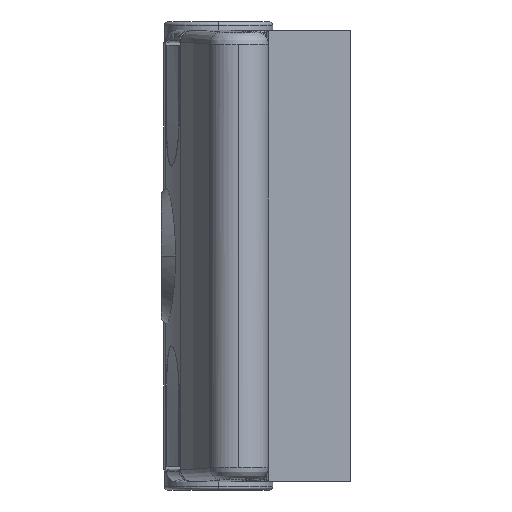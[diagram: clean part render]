
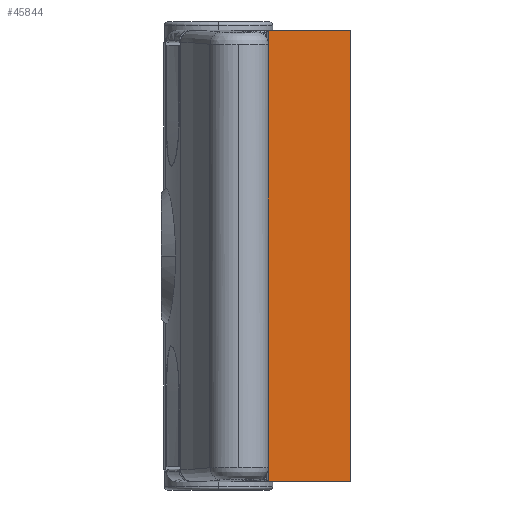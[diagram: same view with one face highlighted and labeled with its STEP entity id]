
A CAD part, left-side view. The second image highlights one B-rep face of the part: STEP entity #45844.
In plain terms, the highlighted planar face has unit normal (-1, 0, 0).
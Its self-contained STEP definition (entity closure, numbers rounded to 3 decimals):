
#76 = VERTEX_POINT ( 'NONE', #49491 ) ;
#620 = CARTESIAN_POINT ( 'NONE',  ( -27.5, -0.6, -31.2 ) ) ;
#1056 = LINE ( 'NONE', #83204, #16805 ) ;
#3684 = VERTEX_POINT ( 'NONE', #44386 ) ;
#4136 = PLANE ( 'NONE',  #18333 ) ;
#4629 = ORIENTED_EDGE ( 'NONE', *, *, #37320, .T. ) ;
#5294 = EDGE_CURVE ( 'NONE', #34774, #51237, #60573, .T. ) ;
#5424 = VECTOR ( 'NONE', #35790, 1000. ) ;
#5652 = DIRECTION ( 'NONE',  ( 0., 1., 0. ) ) ;
#6926 = VERTEX_POINT ( 'NONE', #34764 ) ;
#8921 = EDGE_CURVE ( 'NONE', #3684, #37872, #51021, .T. ) ;
#9183 = DIRECTION ( 'NONE',  ( 0., 0., -1. ) ) ;
#13845 = VECTOR ( 'NONE', #24759, 1000. ) ;
#14479 = EDGE_CURVE ( 'NONE', #51237, #3684, #31116, .T. ) ;
#15846 = LINE ( 'NONE', #61928, #20898 ) ;
#16310 = VECTOR ( 'NONE', #43529, 1000. ) ;
#16805 = VECTOR ( 'NONE', #27115, 1000. ) ;
#17388 = CARTESIAN_POINT ( 'NONE',  ( -27.5, 10., 37.5 ) ) ;
#18170 = CARTESIAN_POINT ( 'NONE',  ( -27.5, -8.3, -37.5 ) ) ;
#18333 = AXIS2_PLACEMENT_3D ( 'NONE', #17388, #69887, #37429 ) ;
#20898 = VECTOR ( 'NONE', #49112, 1000. ) ;
#24236 = ORIENTED_EDGE ( 'NONE', *, *, #5294, .T. ) ;
#24634 = FACE_OUTER_BOUND ( 'NONE', #60691, .T. ) ;
#24759 = DIRECTION ( 'NONE',  ( 0., 0., 1. ) ) ;
#27062 = CARTESIAN_POINT ( 'NONE',  ( -27.5, -8.3, -37.5 ) ) ;
#27115 = DIRECTION ( 'NONE',  ( 0., -1., 0. ) ) ;
#28123 = CARTESIAN_POINT ( 'NONE',  ( -27.5, -0.6, -31.5 ) ) ;
#30200 = ORIENTED_EDGE ( 'NONE', *, *, #14479, .T. ) ;
#31116 = LINE ( 'NONE', #62772, #16310 ) ;
#32568 = EDGE_CURVE ( 'NONE', #48293, #56023, #15846, .T. ) ;
#32618 = CARTESIAN_POINT ( 'NONE',  ( -27.5, -0.6, 31.2 ) ) ;
#34764 = CARTESIAN_POINT ( 'NONE',  ( -27.5, -8.3, 31.2 ) ) ;
#34774 = VERTEX_POINT ( 'NONE', #32618 ) ;
#35790 = DIRECTION ( 'NONE',  ( 0., 0., -1. ) ) ;
#37320 = EDGE_CURVE ( 'NONE', #76, #56023, #63200, .T. ) ;
#37429 = DIRECTION ( 'NONE',  ( 0., -1., 0. ) ) ;
#37872 = VERTEX_POINT ( 'NONE', #27062 ) ;
#38723 = VECTOR ( 'NONE', #9183, 1000. ) ;
#42952 = ORIENTED_EDGE ( 'NONE', *, *, #8921, .T. ) ;
#43529 = DIRECTION ( 'NONE',  ( 0., -1., 0. ) ) ;
#44386 = CARTESIAN_POINT ( 'NONE',  ( -27.5, -8.3, -31.2 ) ) ;
#44400 = EDGE_CURVE ( 'NONE', #37872, #76, #1056, .T. ) ;
#45152 = ORIENTED_EDGE ( 'NONE', *, *, #64344, .T. ) ;
#45844 = ADVANCED_FACE ( 'NONE', ( #24634 ), #4136, .F. ) ;
#48077 = ORIENTED_EDGE ( 'NONE', *, *, #79543, .T. ) ;
#48293 = VERTEX_POINT ( 'NONE', #79765 ) ;
#49112 = DIRECTION ( 'NONE',  ( 0., -1., 0. ) ) ;
#49491 = CARTESIAN_POINT ( 'NONE',  ( -27.5, -22., -37.5 ) ) ;
#51021 = LINE ( 'NONE', #18170, #73041 ) ;
#51237 = VERTEX_POINT ( 'NONE', #620 ) ;
#52394 = ORIENTED_EDGE ( 'NONE', *, *, #32568, .F. ) ;
#54339 = ORIENTED_EDGE ( 'NONE', *, *, #44400, .T. ) ;
#54871 = LINE ( 'NONE', #68098, #38723 ) ;
#56023 = VERTEX_POINT ( 'NONE', #63018 ) ;
#60573 = LINE ( 'NONE', #28123, #5424 ) ;
#60691 = EDGE_LOOP ( 'NONE', ( #52394, #48077, #45152, #24236, #30200, #42952, #54339, #4629 ) ) ;
#61928 = CARTESIAN_POINT ( 'NONE',  ( -27.5, 10., 37.5 ) ) ;
#62068 = VECTOR ( 'NONE', #5652, 1000. ) ;
#62772 = CARTESIAN_POINT ( 'NONE',  ( -27.5, 10., -31.2 ) ) ;
#63018 = CARTESIAN_POINT ( 'NONE',  ( -27.5, -22., 37.5 ) ) ;
#63200 = LINE ( 'NONE', #82000, #13845 ) ;
#64136 = CARTESIAN_POINT ( 'NONE',  ( -27.5, 10., 31.2 ) ) ;
#64344 = EDGE_CURVE ( 'NONE', #6926, #34774, #76118, .T. ) ;
#68098 = CARTESIAN_POINT ( 'NONE',  ( -27.5, -8.3, 31.5 ) ) ;
#69887 = DIRECTION ( 'NONE',  ( 1., 0., 0. ) ) ;
#73041 = VECTOR ( 'NONE', #76230, 1000. ) ;
#76118 = LINE ( 'NONE', #64136, #62068 ) ;
#76230 = DIRECTION ( 'NONE',  ( 0., 0., -1. ) ) ;
#79543 = EDGE_CURVE ( 'NONE', #48293, #6926, #54871, .T. ) ;
#79765 = CARTESIAN_POINT ( 'NONE',  ( -27.5, -8.3, 37.5 ) ) ;
#82000 = CARTESIAN_POINT ( 'NONE',  ( -27.5, -22., 37.5 ) ) ;
#83204 = CARTESIAN_POINT ( 'NONE',  ( -27.5, 10., -37.5 ) ) ;
